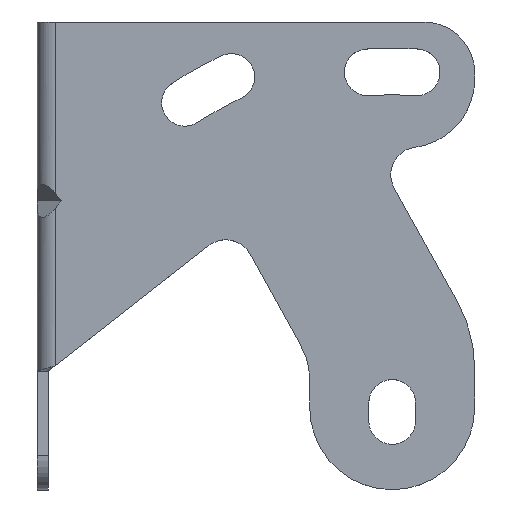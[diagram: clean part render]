
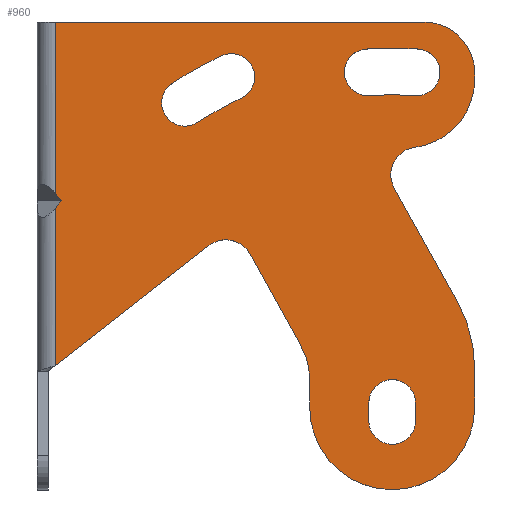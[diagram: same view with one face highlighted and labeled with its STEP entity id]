
A CAD part, top view. The second image highlights one B-rep face of the part: STEP entity #960.
In plain terms, the highlighted planar face has unit normal (0, 0, 1).
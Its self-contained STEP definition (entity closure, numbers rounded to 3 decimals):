
#2=CARTESIAN_POINT('',(0.,5.,0.8));
#3=DIRECTION('',(0.,0.,1.));
#4=DIRECTION('',(0.07,0.998,0.));
#5=AXIS2_PLACEMENT_3D('',#2,#3,#4);
#7=CARTESIAN_POINT('',(1.772,30.338,0.8));
#8=DIRECTION('',(0.,0.,1.));
#9=DIRECTION('',(-0.07,-0.998,0.));
#10=AXIS2_PLACEMENT_3D('',#7,#8,#9);
#12=CARTESIAN_POINT('',(0.,5.,0.8));
#13=DIRECTION('',(0.,0.,1.));
#14=DIRECTION('',(0.07,0.998,0.));
#15=AXIS2_PLACEMENT_3D('',#12,#13,#14);
#17=CARTESIAN_POINT('',(-1.772,30.338,0.8));
#18=DIRECTION('',(0.,0.,1.));
#19=DIRECTION('',(-0.07,0.998,0.));
#20=AXIS2_PLACEMENT_3D('',#17,#18,#19);
#22=DIRECTION('',(0.,1.,0.));
#23=VECTOR('',#22,1.3);
#24=CARTESIAN_POINT('',(-1.7,5.,0.8));
#25=LINE('',#24,#23);
#26=CARTESIAN_POINT('',(0.,5.,0.8));
#27=DIRECTION('',(0.,0.,1.));
#28=DIRECTION('',(-1.,0.,0.));
#29=AXIS2_PLACEMENT_3D('',#26,#27,#28);
#31=DIRECTION('',(0.,-1.,0.));
#32=VECTOR('',#31,1.3);
#33=CARTESIAN_POINT('',(1.7,6.3,0.8));
#34=LINE('',#33,#32);
#35=CARTESIAN_POINT('',(0.,6.3,0.8));
#36=DIRECTION('',(0.,0.,1.));
#37=DIRECTION('',(1.,0.,0.));
#38=AXIS2_PLACEMENT_3D('',#35,#36,#37);
#40=CARTESIAN_POINT('',(0.,5.,0.8));
#41=DIRECTION('',(0.,0.,1.));
#42=DIRECTION('',(-0.424,0.906,0.));
#43=AXIS2_PLACEMENT_3D('',#40,#41,#42);
#45=CARTESIAN_POINT('',(-11.694,30.,0.8));
#46=DIRECTION('',(0.,0.,1.));
#47=DIRECTION('',(0.424,-0.906,0.));
#48=AXIS2_PLACEMENT_3D('',#45,#46,#47);
#50=CARTESIAN_POINT('',(0.,5.,0.8));
#51=DIRECTION('',(0.,0.,1.));
#52=DIRECTION('',(-0.424,0.906,0.));
#53=AXIS2_PLACEMENT_3D('',#50,#51,#52);
#55=CARTESIAN_POINT('',(-15.06,28.129,0.8));
#56=DIRECTION('',(0.,0.,1.));
#57=DIRECTION('',(-0.546,0.838,0.));
#58=AXIS2_PLACEMENT_3D('',#55,#56,#57);
#60=DIRECTION('',(0.632,0.775,0.));
#61=VECTOR('',#60,0.698);
#62=CARTESIAN_POINT('',(-24.5,20.459,0.8));
#63=LINE('',#62,#61);
#64=DIRECTION('',(0.632,-0.775,0.));
#65=VECTOR('',#64,0.698);
#66=CARTESIAN_POINT('',(-24.5,21.541,0.8));
#67=LINE('',#66,#65);
#68=DIRECTION('',(-1.,0.,0.));
#69=VECTOR('',#68,26.8);
#70=CARTESIAN_POINT('',(2.3,34.,0.8));
#71=LINE('',#70,#69);
#72=CARTESIAN_POINT('',(2.3,30.3,0.8));
#73=DIRECTION('',(0.,0.,1.));
#74=DIRECTION('',(1.,0.,0.));
#75=AXIS2_PLACEMENT_3D('',#72,#73,#74);
#77=DIRECTION('',(0.,1.,0.));
#78=VECTOR('',#77,0.458);
#79=CARTESIAN_POINT('',(6.,29.842,0.8));
#80=LINE('',#79,#78);
#81=CARTESIAN_POINT('',(1.,29.842,0.8));
#82=DIRECTION('',(0.,0.,1.));
#83=DIRECTION('',(0.128,-0.992,0.));
#84=AXIS2_PLACEMENT_3D('',#81,#82,#83);
#86=DIRECTION('',(-0.486,0.874,0.));
#87=VECTOR('',#86,9.453);
#88=CARTESIAN_POINT('',(4.74,13.666,0.8));
#89=LINE('',#88,#87);
#90=CARTESIAN_POINT('',(-4.,8.807,0.8));
#91=DIRECTION('',(0.,0.,1.));
#92=DIRECTION('',(1.,0.,0.));
#93=AXIS2_PLACEMENT_3D('',#90,#91,#92);
#95=DIRECTION('',(0.,1.,0.));
#96=VECTOR('',#95,2.807);
#97=CARTESIAN_POINT('',(6.,6.,0.8));
#98=LINE('',#97,#96);
#99=CARTESIAN_POINT('',(0.,6.,0.8));
#100=DIRECTION('',(0.,0.,1.));
#101=DIRECTION('',(-1.,0.,0.));
#102=AXIS2_PLACEMENT_3D('',#99,#100,#101);
#104=DIRECTION('',(0.,1.,0.));
#105=VECTOR('',#104,2.022);
#106=CARTESIAN_POINT('',(-6.,6.,0.8));
#107=LINE('',#106,#105);
#108=DIRECTION('',(0.486,-0.874,0.));
#109=VECTOR('',#108,7.653);
#110=CARTESIAN_POINT('',(-10.348,17.14,0.8));
#111=LINE('',#110,#109);
#112=DIRECTION('',(0.788,0.616,0.));
#113=VECTOR('',#112,14.178);
#114=CARTESIAN_POINT('',(-24.5,9.016,0.8));
#115=LINE('',#114,#113);
#524=DIRECTION('',(0.,1.,0.));
#525=VECTOR('',#524,11.444);
#526=CARTESIAN_POINT('',(-24.5,9.016,0.8));
#527=LINE('',#526,#525);
#547=DIRECTION('',(0.,1.,0.));
#548=VECTOR('',#547,12.459);
#549=CARTESIAN_POINT('',(-24.5,21.541,0.8));
#550=LINE('',#549,#548);
#622=CARTESIAN_POINT('',(1.896,22.9,0.8));
#623=DIRECTION('',(0.,0.,-1.));
#624=DIRECTION('',(-0.874,-0.486,0.));
#625=AXIS2_PLACEMENT_3D('',#622,#623,#624);
#656=CARTESIAN_POINT('',(-11.,8.022,0.8));
#657=DIRECTION('',(0.,0.,-1.));
#658=DIRECTION('',(0.874,0.486,0.));
#659=AXIS2_PLACEMENT_3D('',#656,#657,#658);
#674=CARTESIAN_POINT('',(-12.096,16.168,0.8));
#675=DIRECTION('',(0.,0.,-1.));
#676=DIRECTION('',(-0.616,0.788,0.));
#677=AXIS2_PLACEMENT_3D('',#674,#675,#676);
#699=CARTESIAN_POINT('',(1.653,28.642,0.8));
#700=CARTESIAN_POINT('',(-1.653,28.642,0.8));
#701=VERTEX_POINT('',#699);
#702=VERTEX_POINT('',#700);
#703=CARTESIAN_POINT('',(-1.89,32.034,0.8));
#704=VERTEX_POINT('',#703);
#705=CARTESIAN_POINT('',(1.89,32.034,0.8));
#706=VERTEX_POINT('',#705);
#715=CARTESIAN_POINT('',(-1.7,5.,0.8));
#716=CARTESIAN_POINT('',(-1.7,6.3,0.8));
#717=VERTEX_POINT('',#715);
#718=VERTEX_POINT('',#716);
#719=CARTESIAN_POINT('',(1.7,6.3,0.8));
#720=VERTEX_POINT('',#719);
#721=CARTESIAN_POINT('',(1.7,5.,0.8));
#722=VERTEX_POINT('',#721);
#731=CARTESIAN_POINT('',(-10.974,28.46,0.8));
#732=CARTESIAN_POINT('',(-14.132,26.705,0.8));
#733=VERTEX_POINT('',#731);
#734=VERTEX_POINT('',#732);
#735=CARTESIAN_POINT('',(-15.988,29.554,0.8));
#736=VERTEX_POINT('',#735);
#737=CARTESIAN_POINT('',(-12.415,31.54,0.8));
#738=VERTEX_POINT('',#737);
#740=CARTESIAN_POINT('',(-24.5,34.,0.8));
#742=VERTEX_POINT('',#740);
#748=CARTESIAN_POINT('',(0.147,21.928,0.8));
#750=VERTEX_POINT('',#748);
#752=CARTESIAN_POINT('',(-6.,8.022,0.8));
#754=VERTEX_POINT('',#752);
#756=CARTESIAN_POINT('',(-6.63,10.451,0.8));
#758=VERTEX_POINT('',#756);
#761=CARTESIAN_POINT('',(-10.348,17.14,0.8));
#762=VERTEX_POINT('',#761);
#767=CARTESIAN_POINT('',(6.,8.807,0.8));
#768=VERTEX_POINT('',#767);
#769=CARTESIAN_POINT('',(4.74,13.666,0.8));
#770=VERTEX_POINT('',#769);
#775=CARTESIAN_POINT('',(-6.,6.,0.8));
#776=CARTESIAN_POINT('',(6.,6.,0.8));
#777=VERTEX_POINT('',#775);
#778=VERTEX_POINT('',#776);
#783=CARTESIAN_POINT('',(1.64,24.884,0.8));
#784=VERTEX_POINT('',#783);
#785=CARTESIAN_POINT('',(6.,29.842,0.8));
#786=VERTEX_POINT('',#785);
#789=CARTESIAN_POINT('',(6.,30.3,0.8));
#790=VERTEX_POINT('',#789);
#829=CARTESIAN_POINT('',(-24.5,9.016,0.8));
#830=CARTESIAN_POINT('',(-24.5,20.459,0.8));
#831=VERTEX_POINT('',#829);
#832=VERTEX_POINT('',#830);
#833=CARTESIAN_POINT('',(-24.5,21.541,0.8));
#834=VERTEX_POINT('',#833);
#847=CARTESIAN_POINT('',(-24.059,21.,0.8));
#848=VERTEX_POINT('',#847);
#876=CARTESIAN_POINT('',(-13.328,17.744,0.8));
#878=VERTEX_POINT('',#876);
#885=CARTESIAN_POINT('',(2.3,34.,0.8));
#886=VERTEX_POINT('',#885);
#887=CARTESIAN_POINT('',(0.,0.,0.8));
#888=DIRECTION('',(0.,0.,1.));
#889=DIRECTION('',(1.,0.,0.));
#890=AXIS2_PLACEMENT_3D('',#887,#888,#889);
#891=PLANE('',#890);
#893=ORIENTED_EDGE('',*,*,#892,.T.);
#895=ORIENTED_EDGE('',*,*,#894,.T.);
#897=ORIENTED_EDGE('',*,*,#896,.F.);
#899=ORIENTED_EDGE('',*,*,#898,.T.);
#901=ORIENTED_EDGE('',*,*,#900,.F.);
#903=ORIENTED_EDGE('',*,*,#902,.F.);
#905=ORIENTED_EDGE('',*,*,#904,.F.);
#907=ORIENTED_EDGE('',*,*,#906,.F.);
#909=ORIENTED_EDGE('',*,*,#908,.F.);
#911=ORIENTED_EDGE('',*,*,#910,.F.);
#913=ORIENTED_EDGE('',*,*,#912,.F.);
#915=ORIENTED_EDGE('',*,*,#914,.F.);
#917=ORIENTED_EDGE('',*,*,#916,.F.);
#919=ORIENTED_EDGE('',*,*,#918,.T.);
#921=ORIENTED_EDGE('',*,*,#920,.F.);
#923=ORIENTED_EDGE('',*,*,#922,.F.);
#925=ORIENTED_EDGE('',*,*,#924,.F.);
#927=ORIENTED_EDGE('',*,*,#926,.F.);
#928=EDGE_LOOP('',(#893,#895,#897,#899,#901,#903,#905,#907,#909,#911,#913,#915,
#917,#919,#921,#923,#925,#927));
#929=FACE_OUTER_BOUND('',#928,.F.);
#931=ORIENTED_EDGE('',*,*,#930,.F.);
#933=ORIENTED_EDGE('',*,*,#932,.T.);
#935=ORIENTED_EDGE('',*,*,#934,.F.);
#937=ORIENTED_EDGE('',*,*,#936,.T.);
#938=EDGE_LOOP('',(#931,#933,#935,#937));
#939=FACE_BOUND('',#938,.F.);
#941=ORIENTED_EDGE('',*,*,#940,.F.);
#943=ORIENTED_EDGE('',*,*,#942,.T.);
#945=ORIENTED_EDGE('',*,*,#944,.T.);
#947=ORIENTED_EDGE('',*,*,#946,.T.);
#948=EDGE_LOOP('',(#941,#943,#945,#947));
#949=FACE_BOUND('',#948,.F.);
#951=ORIENTED_EDGE('',*,*,#950,.F.);
#953=ORIENTED_EDGE('',*,*,#952,.T.);
#955=ORIENTED_EDGE('',*,*,#954,.T.);
#957=ORIENTED_EDGE('',*,*,#956,.T.);
#958=EDGE_LOOP('',(#951,#953,#955,#957));
#959=FACE_BOUND('',#958,.F.);
#960=ADVANCED_FACE('',(#929,#939,#949,#959),#891,.T.);
#6=CIRCLE('',#5,23.7);
#11=CIRCLE('',#10,1.7);
#16=CIRCLE('',#15,27.1);
#21=CIRCLE('',#20,1.7);
#30=CIRCLE('',#29,1.7);
#39=CIRCLE('',#38,1.7);
#44=CIRCLE('',#43,25.9);
#49=CIRCLE('',#48,1.7);
#54=CIRCLE('',#53,29.3);
#59=CIRCLE('',#58,1.7);
#76=CIRCLE('',#75,3.7);
#85=CIRCLE('',#84,5.);
#94=CIRCLE('',#93,10.);
#103=CIRCLE('',#102,6.);
#626=CIRCLE('',#625,2.);
#660=CIRCLE('',#659,5.);
#678=CIRCLE('',#677,2.);
#892=EDGE_CURVE('',#831,#832,#527,.T.);
#894=EDGE_CURVE('',#832,#848,#63,.T.);
#896=EDGE_CURVE('',#834,#848,#67,.T.);
#898=EDGE_CURVE('',#834,#742,#550,.T.);
#900=EDGE_CURVE('',#886,#742,#71,.T.);
#902=EDGE_CURVE('',#790,#886,#76,.T.);
#904=EDGE_CURVE('',#786,#790,#80,.T.);
#906=EDGE_CURVE('',#784,#786,#85,.T.);
#908=EDGE_CURVE('',#750,#784,#626,.T.);
#910=EDGE_CURVE('',#770,#750,#89,.T.);
#912=EDGE_CURVE('',#768,#770,#94,.T.);
#914=EDGE_CURVE('',#778,#768,#98,.T.);
#916=EDGE_CURVE('',#777,#778,#103,.T.);
#918=EDGE_CURVE('',#777,#754,#107,.T.);
#920=EDGE_CURVE('',#758,#754,#660,.T.);
#922=EDGE_CURVE('',#762,#758,#111,.T.);
#924=EDGE_CURVE('',#878,#762,#678,.T.);
#926=EDGE_CURVE('',#831,#878,#115,.T.);
#930=EDGE_CURVE('',#717,#718,#25,.T.);
#932=EDGE_CURVE('',#717,#722,#30,.T.);
#934=EDGE_CURVE('',#720,#722,#34,.T.);
#936=EDGE_CURVE('',#720,#718,#39,.T.);
#940=EDGE_CURVE('',#733,#734,#44,.T.);
#942=EDGE_CURVE('',#733,#738,#49,.T.);
#944=EDGE_CURVE('',#738,#736,#54,.T.);
#946=EDGE_CURVE('',#736,#734,#59,.T.);
#950=EDGE_CURVE('',#701,#702,#6,.T.);
#952=EDGE_CURVE('',#701,#706,#11,.T.);
#954=EDGE_CURVE('',#706,#704,#16,.T.);
#956=EDGE_CURVE('',#704,#702,#21,.T.);
